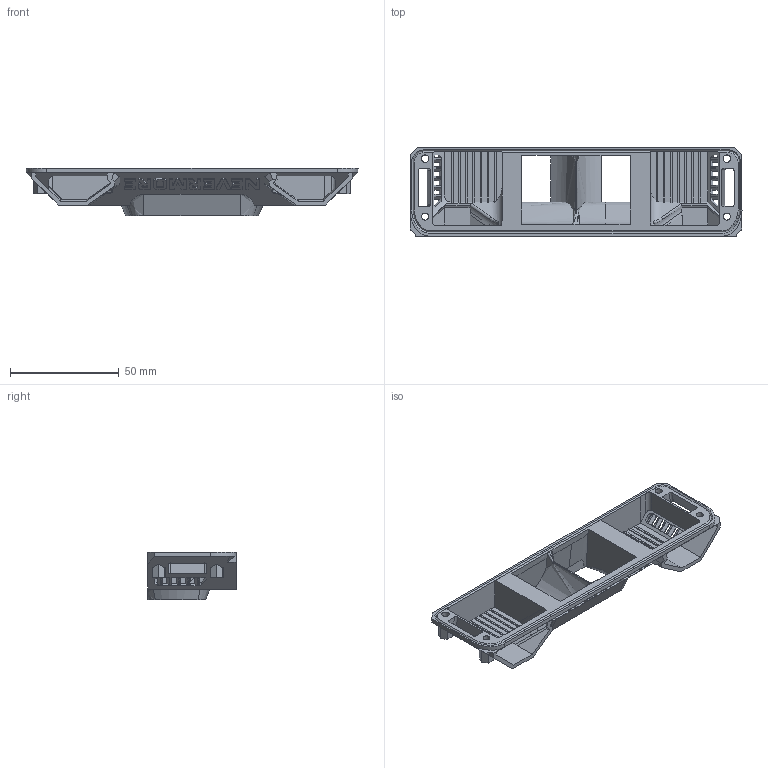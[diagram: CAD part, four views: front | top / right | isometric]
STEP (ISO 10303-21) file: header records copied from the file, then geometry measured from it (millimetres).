
FILE_DESCRIPTION(/* description */ (''),/* implementation_level */ '2;1');
FILE_NAME(/* name */ 'EXHAUST_LATERAL_DIVERT(moving_bed).step',/* time_stamp */ '2025-03-30T15:26:11+02:00',/* author */ (''),/* organization */ (''),/* preprocessor_version */ 'ST-DEVELOPER v20.1',/* originating_system */ 'Autodesk Translation Framework v14.4.0.0',/* authorisation */ '');
FILE_SCHEMA (('AUTOMOTIVE_DESIGN { 1 0 10303 214 3 1 1 }'));
Length unit declared in the file: millimetre
Products named in the file (1): SIDE_EXHAUST
Bounding box: 152.78 x 40.71 x 22 mm (x, y, z)
Volume: 34009.9 mm3; surface area: 24877.2 mm2
Topology: 1 solids, 1 shells, 888 faces, 2594 edges, 1723 vertices
Faces by surface type: plane 417, bspline 267, cylinder 196, cone 6, torus 2
Full cylindrical faces by diameter (mm): 3.2 x2, 3.4 x2
Entity records: 33525 total; most frequent: CARTESIAN_POINT 12089, ORIENTED_EDGE 5186, DIRECTION 3609, EDGE_CURVE 2593, VERTEX_POINT 1723, LINE 1541, VECTOR 1541, AXIS2_PLACEMENT_3D 1034
